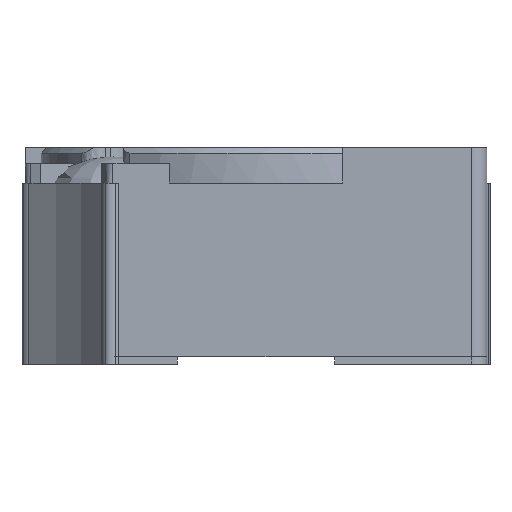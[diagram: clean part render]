
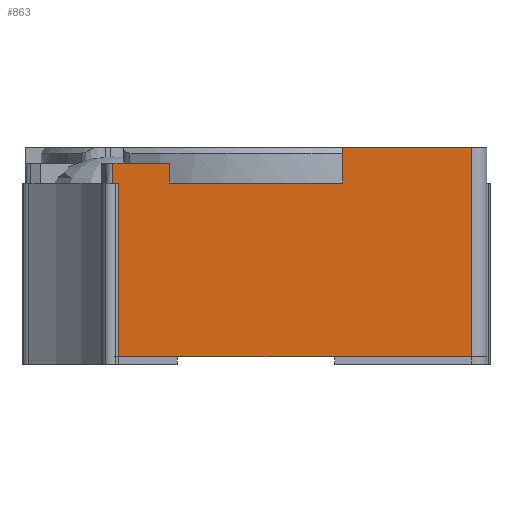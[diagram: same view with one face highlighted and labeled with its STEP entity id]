
A CAD part, front view. The second image highlights one B-rep face of the part: STEP entity #863.
In plain terms, the highlighted free-form (B-spline) face has degree [1, 1] with [2, 2] control points.
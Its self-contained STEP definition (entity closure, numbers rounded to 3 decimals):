
#153=CARTESIAN_POINT('',(2.725,-2.925,0.));
#154=VERTEX_POINT('',#153);
#185=CARTESIAN_POINT('',(1.1,-2.925,0.));
#186=VERTEX_POINT('',#185);
#192=CARTESIAN_POINT('',(1.1,-2.925,0.));
#193=CARTESIAN_POINT('',(2.725,-2.925,0.));
#194=B_SPLINE_CURVE_WITH_KNOTS('',1,(#192,#193),.POLYLINE_FORM.,.F.,.U.,(2,2),(0.688,0.966),.UNSPECIFIED.);
#195=EDGE_CURVE('',#186,#154,#194,.T.);
#266=CARTESIAN_POINT('',(1.1,-2.925,-0.45));
#267=VERTEX_POINT('',#266);
#273=CARTESIAN_POINT('',(1.1,-2.925,-0.45));
#274=CARTESIAN_POINT('',(1.1,-2.925,0.));
#275=B_SPLINE_CURVE_WITH_KNOTS('',1,(#273,#274),.POLYLINE_FORM.,.F.,.U.,(2,2),(0.331,0.389),.UNSPECIFIED.);
#276=EDGE_CURVE('',#267,#186,#275,.T.);
#343=CARTESIAN_POINT('',(-1.1,-2.925,-0.45));
#344=VERTEX_POINT('',#343);
#350=CARTESIAN_POINT('',(-1.1,-2.925,-0.45));
#351=CARTESIAN_POINT('',(1.1,-2.925,-0.45));
#352=B_SPLINE_CURVE_WITH_KNOTS('',1,(#350,#351),.POLYLINE_FORM.,.F.,.U.,(2,2),(0.362,0.638),.UNSPECIFIED.);
#353=EDGE_CURVE('',#344,#267,#352,.T.);
#554=CARTESIAN_POINT('',(-1.1,-2.925,-0.2));
#555=VERTEX_POINT('',#554);
#561=CARTESIAN_POINT('',(-1.1,-2.925,-0.2));
#562=CARTESIAN_POINT('',(-1.1,-2.925,-0.45));
#563=B_SPLINE_CURVE_WITH_KNOTS('',1,(#561,#562),.POLYLINE_FORM.,.F.,.U.,(2,2),(0.637,0.669),.UNSPECIFIED.);
#564=EDGE_CURVE('',#555,#344,#563,.T.);
#769=CARTESIAN_POINT('',(-1.813,-2.925,-2.65));
#770=VERTEX_POINT('',#769);
#777=CARTESIAN_POINT('',(2.725,-2.925,-2.65));
#778=VERTEX_POINT('',#777);
#779=CARTESIAN_POINT('',(-1.813,-2.925,-2.65));
#780=CARTESIAN_POINT('',(2.725,-2.925,-2.65));
#781=B_SPLINE_CURVE_WITH_KNOTS('',1,(#779,#780),.POLYLINE_FORM.,.F.,.U.,(2,2),(0.19,0.966),.UNSPECIFIED.);
#782=EDGE_CURVE('',#770,#778,#781,.T.);
#834=CARTESIAN_POINT('',(-2.925,-2.925,0.));
#835=CARTESIAN_POINT('',(-2.925,-2.925,-2.65));
#836=CARTESIAN_POINT('',(2.925,-2.925,0.));
#837=CARTESIAN_POINT('',(2.925,-2.925,-2.65));
#838=B_SPLINE_SURFACE_WITH_KNOTS('',1,1,((#834,#835),(#836,#837)),.PLANE_SURF.,.F.,.F.,.U.,(2,2),(2,2),(0.,1.),(0.,1.),.UNSPECIFIED.);
#839=CARTESIAN_POINT('',(-1.813,-2.925,-0.2));
#840=VERTEX_POINT('',#839);
#841=CARTESIAN_POINT('',(-1.813,-2.925,-0.2));
#842=CARTESIAN_POINT('',(-1.813,-2.925,-2.65));
#843=B_SPLINE_CURVE_WITH_KNOTS('',1,(#841,#842),.POLYLINE_FORM.,.F.,.U.,(2,2),(0.075,1.),.UNSPECIFIED.);
#844=EDGE_CURVE('',#840,#770,#843,.T.);
#845=ORIENTED_EDGE('',*,*,#844,.F.);
#846=CARTESIAN_POINT('',(-1.813,-2.925,-0.2));
#847=CARTESIAN_POINT('',(-1.1,-2.925,-0.2));
#848=B_SPLINE_CURVE_WITH_KNOTS('',1,(#846,#847),.POLYLINE_FORM.,.F.,.U.,(2,2),(0.334,0.403),.UNSPECIFIED.);
#849=EDGE_CURVE('',#840,#555,#848,.T.);
#850=ORIENTED_EDGE('',*,*,#849,.T.);
#851=ORIENTED_EDGE('',*,*,#564,.T.);
#852=ORIENTED_EDGE('',*,*,#353,.T.);
#853=ORIENTED_EDGE('',*,*,#276,.T.);
#854=ORIENTED_EDGE('',*,*,#195,.T.);
#855=CARTESIAN_POINT('',(2.725,-2.925,0.));
#856=CARTESIAN_POINT('',(2.725,-2.925,-2.65));
#857=B_SPLINE_CURVE_WITH_KNOTS('',1,(#855,#856),.POLYLINE_FORM.,.F.,.U.,(2,2),(0.,1.),.UNSPECIFIED.);
#858=EDGE_CURVE('',#154,#778,#857,.T.);
#859=ORIENTED_EDGE('',*,*,#858,.T.);
#860=ORIENTED_EDGE('',*,*,#782,.F.);
#861=EDGE_LOOP('',(#845,#850,#851,#852,#853,#854,#859,#860));
#862=FACE_OUTER_BOUND('',#861,.F.);
#863=ADVANCED_FACE('',(#862),#838,.F.);
